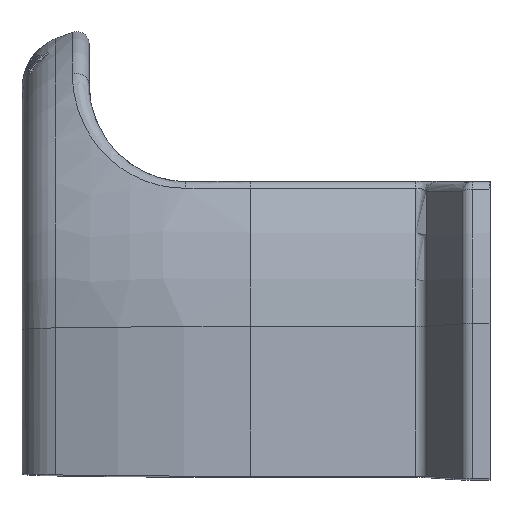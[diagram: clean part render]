
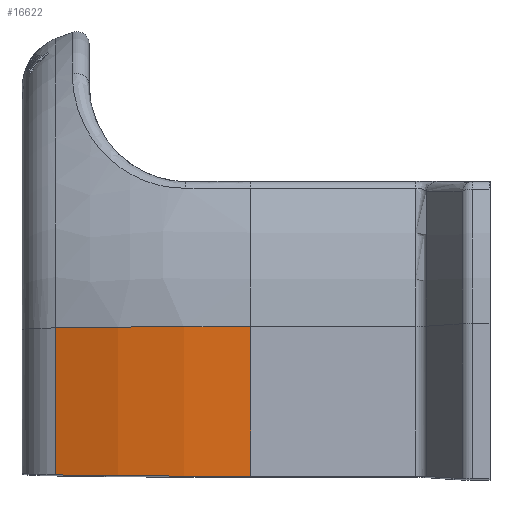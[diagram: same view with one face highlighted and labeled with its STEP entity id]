
A CAD part, top view. The second image highlights one B-rep face of the part: STEP entity #16622.
In plain terms, the highlighted cylindrical face has radius 40.65 mm (diameter 81.299 mm), a partial arc.
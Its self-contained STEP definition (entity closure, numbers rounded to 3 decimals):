
#350 = DIRECTION ( 'NONE',  ( 0., -0.999, 0.035 ) ) ;
#455 = VERTEX_POINT ( 'NONE', #14942 ) ;
#751 = CARTESIAN_POINT ( 'NONE',  ( 24.6, -14.016, 28.44 ) ) ;
#1538 = ORIENTED_EDGE ( 'NONE', *, *, #16785, .T. ) ;
#1924 = CARTESIAN_POINT ( 'NONE',  ( 13.657, -11.279, 27.231 ) ) ;
#2040 = CYLINDRICAL_SURFACE ( 'NONE', #15107, 40.65 ) ;
#2305 = AXIS2_PLACEMENT_3D ( 'NONE', #4444, #17678, #14819 ) ;
#4341 = FACE_OUTER_BOUND ( 'NONE', #9502, .T. ) ;
#4444 = CARTESIAN_POINT ( 'NONE',  ( 24.6, -0.444, -12.708 ) ) ;
#4537 = VERTEX_POINT ( 'NONE', #13585 ) ;
#5492 = CARTESIAN_POINT ( 'NONE',  ( 8.576, -11.203, 25.048 ) ) ;
#6852 = CIRCLE ( 'NONE', #2305, 40.65 ) ;
#7478 = EDGE_CURVE ( 'NONE', #455, #10151, #18508, .T. ) ;
#7711 = CARTESIAN_POINT ( 'NONE',  ( 8.576, -14.131, 25.15 ) ) ;
#7907 = CARTESIAN_POINT ( 'NONE',  ( 24.6, -11.318, 28.346 ) ) ;
#8079 = ORIENTED_EDGE ( 'NONE', *, *, #11690, .T. ) ;
#9149 = DIRECTION ( 'NONE',  ( 0., 0.999, -0.035 ) ) ;
#9502 = EDGE_LOOP ( 'NONE', ( #8079, #1538, #14493, #17035 ) ) ;
#10150 =( BOUNDED_CURVE ( )  B_SPLINE_CURVE ( 3, ( #7907, #13577, #1924, #16691 ),
 .UNSPECIFIED., .F., .F. ) 
 B_SPLINE_CURVE_WITH_KNOTS ( ( 4, 4 ),
 ( 3.142, 3.547 ),
 .UNSPECIFIED. ) 
 CURVE ( )  GEOMETRIC_REPRESENTATION_ITEM ( )  RATIONAL_B_SPLINE_CURVE ( ( 1., 0.986, 0.986, 1. ) ) 
 REPRESENTATION_ITEM ( '' )  );
#10151 = VERTEX_POINT ( 'NONE', #11065 ) ;
#11065 = CARTESIAN_POINT ( 'NONE',  ( 24.6, 0.975, 27.916 ) ) ;
#11690 = EDGE_CURVE ( 'NONE', #10151, #4537, #6852, .T. ) ;
#12219 = VECTOR ( 'NONE', #350, 1000. ) ;
#12275 = CARTESIAN_POINT ( 'NONE',  ( 24.6, -15.435, -12.185 ) ) ;
#12726 = DIRECTION ( 'NONE',  ( 0., 0.999, -0.035 ) ) ;
#13577 = CARTESIAN_POINT ( 'NONE',  ( 19.072, -11.318, 28.346 ) ) ;
#13585 = CARTESIAN_POINT ( 'NONE',  ( 8.576, 0.86, 24.627 ) ) ;
#14493 = ORIENTED_EDGE ( 'NONE', *, *, #15433, .F. ) ;
#14819 = DIRECTION ( 'NONE',  ( 0., -0.035, -0.999 ) ) ;
#14942 = CARTESIAN_POINT ( 'NONE',  ( 24.6, -11.318, 28.346 ) ) ;
#15047 = VECTOR ( 'NONE', #12726, 1000. ) ;
#15107 = AXIS2_PLACEMENT_3D ( 'NONE', #12275, #9149, #16618 ) ;
#15433 = EDGE_CURVE ( 'NONE', #455, #16857, #10150, .T. ) ;
#16618 = DIRECTION ( 'NONE',  ( 0., 0.035, 0.999 ) ) ;
#16622 = ADVANCED_FACE ( 'NONE', ( #4341 ), #2040, .T. ) ;
#16691 = CARTESIAN_POINT ( 'NONE',  ( 8.576, -11.203, 25.048 ) ) ;
#16785 = EDGE_CURVE ( 'NONE', #4537, #16857, #17332, .T. ) ;
#16857 = VERTEX_POINT ( 'NONE', #5492 ) ;
#17035 = ORIENTED_EDGE ( 'NONE', *, *, #7478, .T. ) ;
#17332 = LINE ( 'NONE', #7711, #12219 ) ;
#17678 = DIRECTION ( 'NONE',  ( 0., -0.999, 0.035 ) ) ;
#18508 = LINE ( 'NONE', #751, #15047 ) ;
